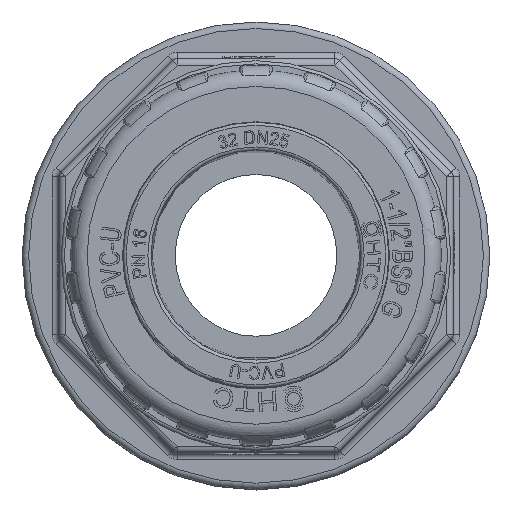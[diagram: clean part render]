
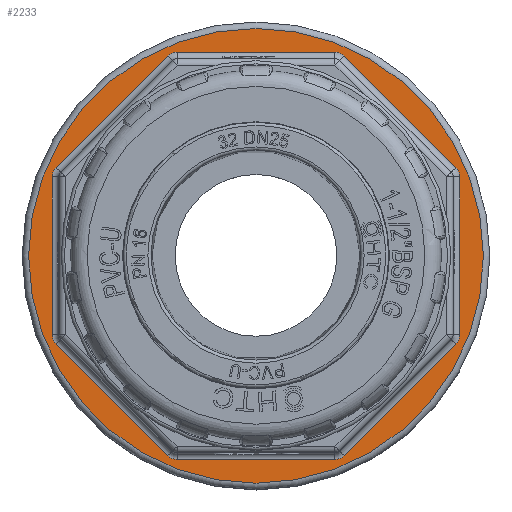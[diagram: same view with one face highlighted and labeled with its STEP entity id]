
A CAD part, top view. The second image highlights one B-rep face of the part: STEP entity #2233.
In plain terms, the highlighted planar face has unit normal (0, 0, 1).
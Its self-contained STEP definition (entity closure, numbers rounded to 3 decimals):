
#534=CIRCLE('',#27838,2.);
#535=CIRCLE('',#27839,2.);
#536=CIRCLE('',#27840,2.);
#537=CIRCLE('',#27841,2.);
#538=CIRCLE('',#27842,2.);
#539=CIRCLE('',#27843,2.);
#540=CIRCLE('',#27844,2.);
#541=CIRCLE('',#27845,2.);
#542=CIRCLE('',#27846,35.);
#2233=ADVANCED_FACE('',(#10674,#10675),#3689,.T.);
#3689=PLANE('',#27847);
#4751=LINE('',#36494,#7621);
#4752=LINE('',#36499,#7622);
#4753=LINE('',#36503,#7623);
#4754=LINE('',#36507,#7624);
#4755=LINE('',#36511,#7625);
#4756=LINE('',#36515,#7626);
#4757=LINE('',#36519,#7627);
#4758=LINE('',#36523,#7628);
#7621=VECTOR('',#29430,1.);
#7622=VECTOR('',#29433,1.);
#7623=VECTOR('',#29436,1.);
#7624=VECTOR('',#29439,1.);
#7625=VECTOR('',#29442,1.);
#7626=VECTOR('',#29445,1.);
#7627=VECTOR('',#29448,1.);
#7628=VECTOR('',#29451,1.);
#10674=FACE_BOUND('',#10894,.T.);
#10675=FACE_BOUND('',#10895,.T.);
#10894=EDGE_LOOP('',(#12667,#12668,#12669,#12670,#12671,#12672,#12673,#12674,
#12675,#12676,#12677,#12678,#12679,#12680,#12681,#12682));
#10895=EDGE_LOOP('',(#12683));
#12667=ORIENTED_EDGE('',*,*,#23152,.T.);
#12668=ORIENTED_EDGE('',*,*,#23153,.T.);
#12669=ORIENTED_EDGE('',*,*,#23154,.T.);
#12670=ORIENTED_EDGE('',*,*,#23155,.T.);
#12671=ORIENTED_EDGE('',*,*,#23156,.T.);
#12672=ORIENTED_EDGE('',*,*,#23157,.T.);
#12673=ORIENTED_EDGE('',*,*,#23158,.T.);
#12674=ORIENTED_EDGE('',*,*,#23159,.T.);
#12675=ORIENTED_EDGE('',*,*,#23160,.T.);
#12676=ORIENTED_EDGE('',*,*,#23161,.T.);
#12677=ORIENTED_EDGE('',*,*,#23162,.T.);
#12678=ORIENTED_EDGE('',*,*,#23163,.T.);
#12679=ORIENTED_EDGE('',*,*,#23164,.T.);
#12680=ORIENTED_EDGE('',*,*,#23165,.T.);
#12681=ORIENTED_EDGE('',*,*,#23166,.T.);
#12682=ORIENTED_EDGE('',*,*,#23167,.T.);
#12683=ORIENTED_EDGE('',*,*,#23168,.T.);
#20535=VERTEX_POINT('',#36495);
#20536=VERTEX_POINT('',#36496);
#20537=VERTEX_POINT('',#36498);
#20538=VERTEX_POINT('',#36500);
#20539=VERTEX_POINT('',#36502);
#20540=VERTEX_POINT('',#36504);
#20541=VERTEX_POINT('',#36506);
#20542=VERTEX_POINT('',#36508);
#20543=VERTEX_POINT('',#36510);
#20544=VERTEX_POINT('',#36512);
#20545=VERTEX_POINT('',#36514);
#20546=VERTEX_POINT('',#36516);
#20547=VERTEX_POINT('',#36518);
#20548=VERTEX_POINT('',#36520);
#20549=VERTEX_POINT('',#36522);
#20550=VERTEX_POINT('',#36524);
#20551=VERTEX_POINT('',#36527);
#23152=EDGE_CURVE('',#20535,#20536,#4751,.T.);
#23153=EDGE_CURVE('',#20536,#20537,#534,.T.);
#23154=EDGE_CURVE('',#20537,#20538,#4752,.T.);
#23155=EDGE_CURVE('',#20538,#20539,#535,.T.);
#23156=EDGE_CURVE('',#20539,#20540,#4753,.T.);
#23157=EDGE_CURVE('',#20540,#20541,#536,.T.);
#23158=EDGE_CURVE('',#20541,#20542,#4754,.T.);
#23159=EDGE_CURVE('',#20542,#20543,#537,.T.);
#23160=EDGE_CURVE('',#20543,#20544,#4755,.T.);
#23161=EDGE_CURVE('',#20544,#20545,#538,.T.);
#23162=EDGE_CURVE('',#20545,#20546,#4756,.T.);
#23163=EDGE_CURVE('',#20546,#20547,#539,.T.);
#23164=EDGE_CURVE('',#20547,#20548,#4757,.T.);
#23165=EDGE_CURVE('',#20548,#20549,#540,.T.);
#23166=EDGE_CURVE('',#20549,#20550,#4758,.T.);
#23167=EDGE_CURVE('',#20550,#20535,#541,.T.);
#23168=EDGE_CURVE('',#20551,#20551,#542,.T.);
#27838=AXIS2_PLACEMENT_3D('',#36497,#29431,#29432);
#27839=AXIS2_PLACEMENT_3D('',#36501,#29434,#29435);
#27840=AXIS2_PLACEMENT_3D('',#36505,#29437,#29438);
#27841=AXIS2_PLACEMENT_3D('',#36509,#29440,#29441);
#27842=AXIS2_PLACEMENT_3D('',#36513,#29443,#29444);
#27843=AXIS2_PLACEMENT_3D('',#36517,#29446,#29447);
#27844=AXIS2_PLACEMENT_3D('',#36521,#29449,#29450);
#27845=AXIS2_PLACEMENT_3D('',#36525,#29452,#29453);
#27846=AXIS2_PLACEMENT_3D('',#36526,#29454,#29455);
#27847=AXIS2_PLACEMENT_3D('',#36528,#29456,#29457);
#29430=DIRECTION('',(-1.,0.,0.));
#29431=DIRECTION('',(0.,0.,-1.));
#29432=DIRECTION('',(1.,0.,0.));
#29433=DIRECTION('',(-0.707,0.707,0.));
#29434=DIRECTION('',(0.,0.,-1.));
#29435=DIRECTION('',(1.,0.,0.));
#29436=DIRECTION('',(0.,1.,0.));
#29437=DIRECTION('',(0.,0.,-1.));
#29438=DIRECTION('',(1.,0.,0.));
#29439=DIRECTION('',(0.707,0.707,0.));
#29440=DIRECTION('',(0.,0.,-1.));
#29441=DIRECTION('',(1.,0.,0.));
#29442=DIRECTION('',(1.,0.,0.));
#29443=DIRECTION('',(0.,0.,-1.));
#29444=DIRECTION('',(1.,0.,0.));
#29445=DIRECTION('',(0.707,-0.707,0.));
#29446=DIRECTION('',(0.,0.,-1.));
#29447=DIRECTION('',(1.,0.,0.));
#29448=DIRECTION('',(0.,-1.,0.));
#29449=DIRECTION('',(0.,0.,-1.));
#29450=DIRECTION('',(1.,0.,0.));
#29451=DIRECTION('',(-0.707,-0.707,0.));
#29452=DIRECTION('',(0.,0.,-1.));
#29453=DIRECTION('',(1.,0.,0.));
#29454=DIRECTION('',(0.,0.,1.));
#29455=DIRECTION('',(1.,0.,0.));
#29456=DIRECTION('',(0.,0.,1.));
#29457=DIRECTION('',(1.,0.,0.));
#36494=CARTESIAN_POINT('',(291.,-31.35,27.));
#36495=CARTESIAN_POINT('',(303.157,-31.35,27.));
#36496=CARTESIAN_POINT('',(278.843,-31.35,27.));
#36497=CARTESIAN_POINT('',(278.843,-29.35,27.));
#36498=CARTESIAN_POINT('',(277.429,-30.764,27.));
#36499=CARTESIAN_POINT('',(268.832,-22.168,27.));
#36500=CARTESIAN_POINT('',(260.236,-13.571,27.));
#36501=CARTESIAN_POINT('',(261.65,-12.157,27.));
#36502=CARTESIAN_POINT('',(259.65,-12.157,27.));
#36503=CARTESIAN_POINT('',(259.65,0.,27.));
#36504=CARTESIAN_POINT('',(259.65,12.157,27.));
#36505=CARTESIAN_POINT('',(261.65,12.157,27.));
#36506=CARTESIAN_POINT('',(260.236,13.571,27.));
#36507=CARTESIAN_POINT('',(268.832,22.168,27.));
#36508=CARTESIAN_POINT('',(277.429,30.764,27.));
#36509=CARTESIAN_POINT('',(278.843,29.35,27.));
#36510=CARTESIAN_POINT('',(278.843,31.35,27.));
#36511=CARTESIAN_POINT('',(291.,31.35,27.));
#36512=CARTESIAN_POINT('',(303.157,31.35,27.));
#36513=CARTESIAN_POINT('',(303.157,29.35,27.));
#36514=CARTESIAN_POINT('',(304.571,30.764,27.));
#36515=CARTESIAN_POINT('',(313.168,22.168,27.));
#36516=CARTESIAN_POINT('',(321.764,13.571,27.));
#36517=CARTESIAN_POINT('',(320.35,12.157,27.));
#36518=CARTESIAN_POINT('',(322.35,12.157,27.));
#36519=CARTESIAN_POINT('',(322.35,0.,27.));
#36520=CARTESIAN_POINT('',(322.35,-12.157,27.));
#36521=CARTESIAN_POINT('',(320.35,-12.157,27.));
#36522=CARTESIAN_POINT('',(321.764,-13.571,27.));
#36523=CARTESIAN_POINT('',(313.168,-22.168,27.));
#36524=CARTESIAN_POINT('',(304.571,-30.764,27.));
#36525=CARTESIAN_POINT('',(303.157,-29.35,27.));
#36526=CARTESIAN_POINT('',(291.,0.,27.));
#36527=CARTESIAN_POINT('',(326.,0.,27.));
#36528=CARTESIAN_POINT('',(291.,0.,27.));
